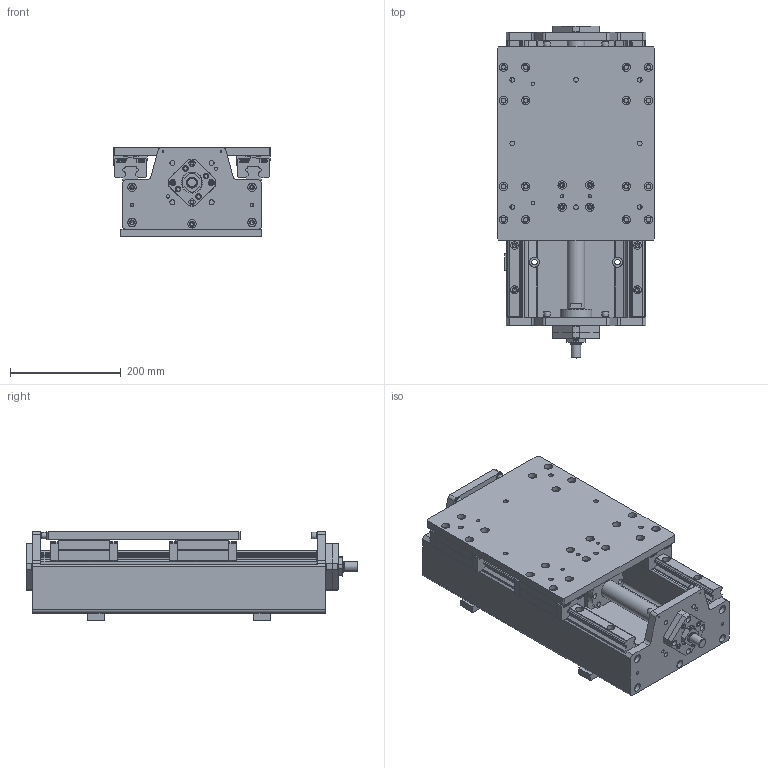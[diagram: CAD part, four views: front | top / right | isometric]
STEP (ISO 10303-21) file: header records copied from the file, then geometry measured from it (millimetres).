
FILE_DESCRIPTION((''),'2;1');
FILE_NAME('KK-HD-285-30-32XX-0500.stp','2009-03-22T20:38:48',('kurt'),(''),'Autodesk Inventor 2008','Autodesk Inventor 2008','');
FILE_SCHEMA(('AUTOMOTIVE_DESIGN { 1 0 10303 214 1 1 1 1 }'));
Length unit declared in the file: millimetre
Products named in the file (1): Part403
Bounding box: 285 x 599 x 160 mm (x, y, z)
Volume: 9826650.1 mm3; surface area: 1123703.3 mm2
Topology: 1 solids, 13 shells, 2344 faces, 6480 edges, 4307 vertices
Faces by surface type: plane 1593, cylinder 391, bspline 247, cone 97, torus 16
Full cylindrical faces by diameter (mm): 2.459 x4, 3 x4, 3.5 x4, 4 x1, 4.917 x8, 5.5 x4, 6 x14, 6.6 x8, 6.647 x32, 8 x20, 8.376 x8, 9 x52, 10 x4, 10.106 x4, 11 x12, 14 x12, 15 x34, 17 x1, 18 x4, 19 x1, 20 x4, 23 x1, 25 x1, 26 x1, 28.64 x4, 29.082 x2, 32 x1, 33.45 x1, 37 x2, 38.36 x4
Entity records: 79424 total; most frequent: CARTESIAN_POINT 19233, ORIENTED_EDGE 12068, DIRECTION 10972, EDGE_CURVE 6034, VECTOR 4446, LINE 4446, VERTEX_POINT 4203, AXIS2_PLACEMENT_3D 3263
